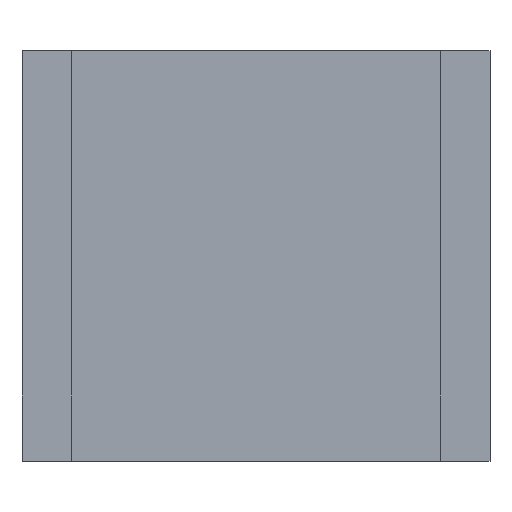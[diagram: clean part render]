
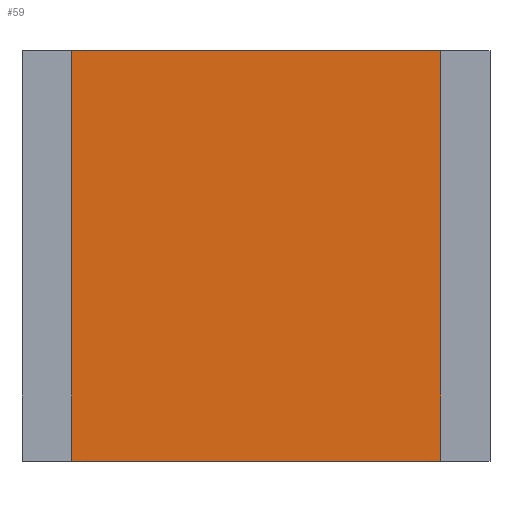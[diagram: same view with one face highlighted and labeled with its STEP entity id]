
A CAD part, top view. The second image highlights one B-rep face of the part: STEP entity #59.
In plain terms, the highlighted planar face has unit normal (0, 0, 1).
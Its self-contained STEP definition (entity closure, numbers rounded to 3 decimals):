
#59=ADVANCED_FACE('',(#124),#125,.F.);
#124=FACE_OUTER_BOUND('',#196,.T.);
#125=PLANE('',#197);
#196=EDGE_LOOP('',(#279,#280,#281,#282));
#197=AXIS2_PLACEMENT_3D('',#283,#284,#285);
#279=ORIENTED_EDGE('',*,*,#388,.F.);
#280=ORIENTED_EDGE('',*,*,#400,.F.);
#281=ORIENTED_EDGE('',*,*,#396,.F.);
#282=ORIENTED_EDGE('',*,*,#392,.F.);
#283=CARTESIAN_POINT('',(0.0,0.0,2.5));
#284=DIRECTION('',(0.0,0.0,-1.0));
#285=DIRECTION('',(0.0,-1.0,0.0));
#388=EDGE_CURVE('',#446,#448,#449,.T.);
#392=EDGE_CURVE('',#448,#454,#455,.T.);
#396=EDGE_CURVE('',#454,#460,#461,.T.);
#400=EDGE_CURVE('',#460,#446,#465,.T.);
#446=VERTEX_POINT('',#528);
#448=VERTEX_POINT('',#531);
#449=LINE('',#532,#533);
#454=VERTEX_POINT('',#540);
#455=LINE('',#541,#542);
#460=VERTEX_POINT('',#549);
#461=LINE('',#550,#551);
#465=LINE('',#557,#558);
#528=CARTESIAN_POINT('',(2.25,2.5,2.5));
#531=CARTESIAN_POINT('',(2.25,-2.5,2.5));
#532=CARTESIAN_POINT('',(2.25,2.5,2.5));
#533=VECTOR('',#642,1.0);
#540=CARTESIAN_POINT('',(-2.25,-2.5,2.5));
#541=CARTESIAN_POINT('',(2.25,-2.5,2.5));
#542=VECTOR('',#645,1.0);
#549=CARTESIAN_POINT('',(-2.25,2.5,2.5));
#550=CARTESIAN_POINT('',(-2.25,-2.5,2.5));
#551=VECTOR('',#648,1.0);
#557=CARTESIAN_POINT('',(-2.25,2.5,2.5));
#558=VECTOR('',#651,1.0);
#642=DIRECTION('',(0.,-1000.0,0.0));
#645=DIRECTION('',(-1000.0,0.,0.0));
#648=DIRECTION('',(0.,1000.0,0.0));
#651=DIRECTION('',(1000.0,0.,0.0));
